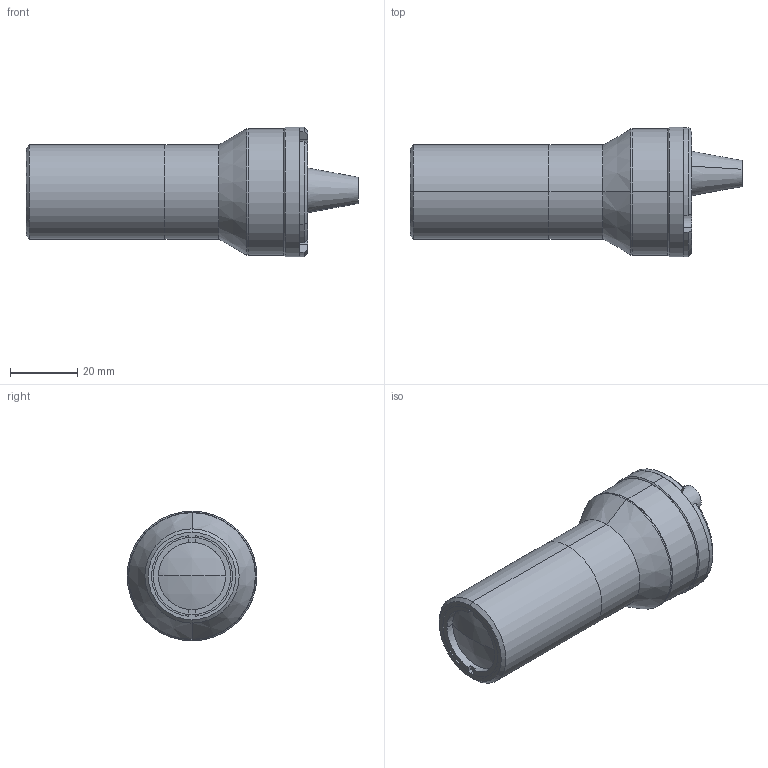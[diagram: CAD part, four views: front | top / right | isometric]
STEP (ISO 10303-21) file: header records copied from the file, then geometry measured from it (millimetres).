
FILE_DESCRIPTION (( 'STEP AP214' ), '1' );
FILE_NAME ('LTCL23.STEP', '2011-12-16T09:31:04', ( '--' ), ( '' ), 'SwSTEP 2.0', 'SolidWorks 2011', '' );
FILE_SCHEMA (( 'AUTOMOTIVE_DESIGN' ));
Length unit declared in the file: millimetre
Products named in the file (3): CMPT04-09_LTCL0x; LTCL230x; LTCL23
Assembly tree (2 placements, depth 3):
  LTCL23
    CMPT04-09_LTCL0x
      LTCL230x
Bounding box: 98.62 x 38.5 x 38.5 mm (x, y, z)
Surface area: 15098.4 mm2 (no closed solid volume)
Topology: 0 solids, 10 shells, 99 faces, 269 edges, 186 vertices
Faces by surface type: cylinder 48, plane 35, cone 12, sphere 2, torus 2
Entity records: 4404 total; most frequent: DIRECTION 627, CARTESIAN_POINT 578, ORIENTED_EDGE 480, EDGE_CURVE 269, AXIS2_PLACEMENT_3D 259, VERTEX_POINT 186, CIRCLE 154, EDGE_LOOP 133
